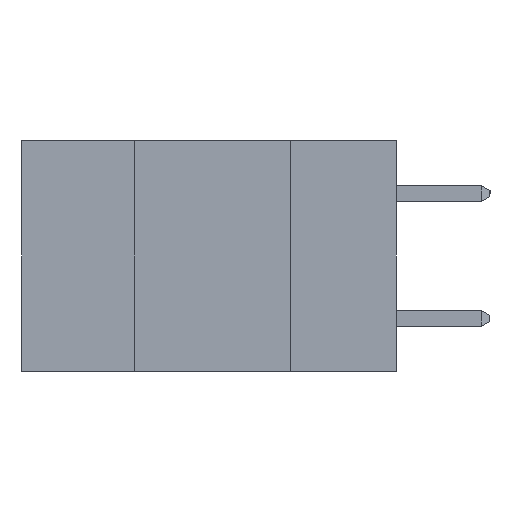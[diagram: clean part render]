
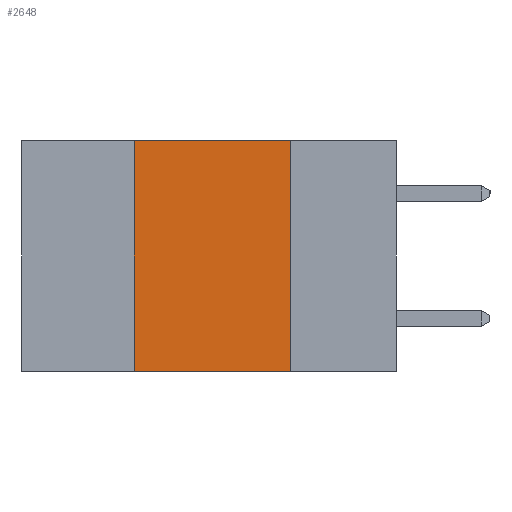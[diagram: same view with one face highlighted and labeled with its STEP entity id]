
A CAD part, left-side view. The second image highlights one B-rep face of the part: STEP entity #2648.
In plain terms, the highlighted planar face has unit normal (-1, 0, 0).
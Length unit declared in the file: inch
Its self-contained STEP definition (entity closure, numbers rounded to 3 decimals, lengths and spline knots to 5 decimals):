
#396 = LINE ( 'NONE', #13179, #4174 ) ;
#2387 = EDGE_CURVE ( 'NONE', #7790, #10577, #11081, .T. ) ;
#2648 = ADVANCED_FACE ( 'NONE', ( #12209 ), #2716, .F. ) ;
#2716 = PLANE ( 'NONE',  #12282 ) ;
#2863 = DIRECTION ( 'NONE',  ( 0., 0., -1. ) ) ;
#3135 = LINE ( 'NONE', #9882, #13267 ) ;
#3618 = CARTESIAN_POINT ( 'NONE',  ( 0., 0.42, 0. ) ) ;
#3877 = CARTESIAN_POINT ( 'NONE',  ( 0., 0.17, -0.37 ) ) ;
#4174 = VECTOR ( 'NONE', #14157, 39.37008 ) ;
#4197 = DIRECTION ( 'NONE',  ( 0., -1., 0. ) ) ;
#4374 = VERTEX_POINT ( 'NONE', #3618 ) ;
#4410 = DIRECTION ( 'NONE',  ( 0., 0., -1. ) ) ;
#4998 = CARTESIAN_POINT ( 'NONE',  ( 0., 0.6, 0. ) ) ;
#5719 = EDGE_CURVE ( 'NONE', #4374, #7790, #3135, .T. ) ;
#6199 = VECTOR ( 'NONE', #4410, 39.37008 ) ;
#6429 = DIRECTION ( 'NONE',  ( 1., 0., 0. ) ) ;
#6783 = ORIENTED_EDGE ( 'NONE', *, *, #5719, .F. ) ;
#7790 = VERTEX_POINT ( 'NONE', #14262 ) ;
#8264 = VECTOR ( 'NONE', #11539, 39.37008 ) ;
#8632 = EDGE_CURVE ( 'NONE', #9198, #4374, #396, .T. ) ;
#8954 = CARTESIAN_POINT ( 'NONE',  ( 0., 0.42, -0.37 ) ) ;
#9198 = VERTEX_POINT ( 'NONE', #8954 ) ;
#9504 = ORIENTED_EDGE ( 'NONE', *, *, #2387, .F. ) ;
#9882 = CARTESIAN_POINT ( 'NONE',  ( 0., 0.6, 0. ) ) ;
#9958 = CARTESIAN_POINT ( 'NONE',  ( 0., 0.6, -0.37 ) ) ;
#10164 = ORIENTED_EDGE ( 'NONE', *, *, #8632, .F. ) ;
#10577 = VERTEX_POINT ( 'NONE', #3877 ) ;
#11026 = LINE ( 'NONE', #9958, #8264 ) ;
#11081 = LINE ( 'NONE', #14424, #6199 ) ;
#11539 = DIRECTION ( 'NONE',  ( 0., -1., 0. ) ) ;
#12209 = FACE_OUTER_BOUND ( 'NONE', #13892, .T. ) ;
#12282 = AXIS2_PLACEMENT_3D ( 'NONE', #4998, #6429, #2863 ) ;
#12413 = EDGE_CURVE ( 'NONE', #9198, #10577, #11026, .T. ) ;
#12639 = ORIENTED_EDGE ( 'NONE', *, *, #12413, .T. ) ;
#13179 = CARTESIAN_POINT ( 'NONE',  ( 0., 0.42, -0.37 ) ) ;
#13267 = VECTOR ( 'NONE', #4197, 39.37008 ) ;
#13892 = EDGE_LOOP ( 'NONE', ( #9504, #6783, #10164, #12639 ) ) ;
#14157 = DIRECTION ( 'NONE',  ( 0., 0., 1. ) ) ;
#14262 = CARTESIAN_POINT ( 'NONE',  ( 0., 0.17, 0. ) ) ;
#14424 = CARTESIAN_POINT ( 'NONE',  ( 0., 0.17, -0.37 ) ) ;
